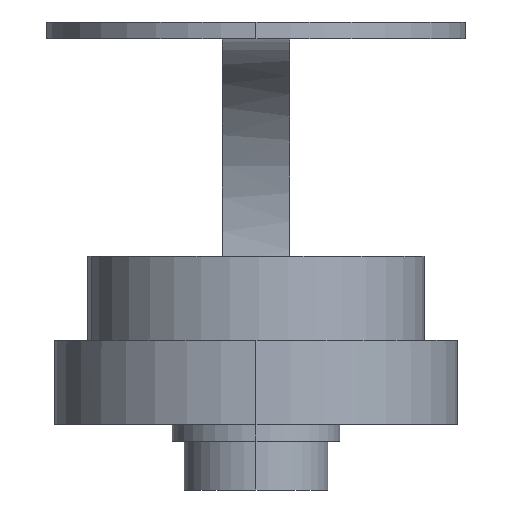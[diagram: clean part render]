
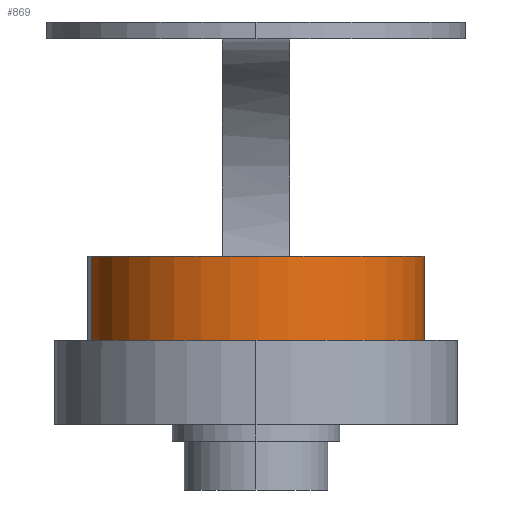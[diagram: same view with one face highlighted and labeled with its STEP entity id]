
A CAD part, front view. The second image highlights one B-rep face of the part: STEP entity #869.
In plain terms, the highlighted cylindrical face has radius 10 mm (diameter 20 mm), a partial arc.
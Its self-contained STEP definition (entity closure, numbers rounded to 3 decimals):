
#833=AXIS2_PLACEMENT_3D('Cylinder Axis2P3D',#830,#831,#832) ;
#846=AXIS2_PLACEMENT_3D('Circle Axis2P3D',#844,#845,$) ;
#860=AXIS2_PLACEMENT_3D('Circle Axis2P3D',#858,#859,$) ;
#830=CARTESIAN_POINT('Axis2P3D Location',(12.5,12.5,12.351)) ;
#835=CARTESIAN_POINT('Line Origine',(2.682,10.601,12.351)) ;
#839=CARTESIAN_POINT('Vertex',(2.682,10.601,8.9)) ;
#841=CARTESIAN_POINT('Vertex',(2.682,10.601,13.9)) ;
#844=CARTESIAN_POINT('Axis2P3D Location',(12.5,12.5,8.9)) ;
#848=CARTESIAN_POINT('Vertex',(22.318,14.399,8.9)) ;
#851=CARTESIAN_POINT('Line Origine',(22.318,14.399,12.351)) ;
#855=CARTESIAN_POINT('Vertex',(22.318,14.399,13.9)) ;
#858=CARTESIAN_POINT('Axis2P3D Location',(12.5,12.5,13.9)) ;
#831=DIRECTION('Axis2P3D Direction',(0.,0.,-1.)) ;
#832=DIRECTION('Axis2P3D XDirection',(0.982,0.19,0.)) ;
#836=DIRECTION('Vector Direction',(0.,0.,-1.)) ;
#845=DIRECTION('Axis2P3D Direction',(0.,0.,-1.)) ;
#852=DIRECTION('Vector Direction',(0.,0.,-1.)) ;
#859=DIRECTION('Axis2P3D Direction',(0.,0.,-1.)) ;
#837=VECTOR('Line Direction',#836,1.) ;
#853=VECTOR('Line Direction',#852,1.) ;
#864=ORIENTED_EDGE('',*,*,#843,.F.) ;
#865=ORIENTED_EDGE('',*,*,#850,.F.) ;
#866=ORIENTED_EDGE('',*,*,#857,.T.) ;
#867=ORIENTED_EDGE('',*,*,#862,.F.) ;
#869=ADVANCED_FACE('Kappe',(#868),#834,.T.) ;
#847=CIRCLE('generated circle',#846,10.) ;
#861=CIRCLE('generated circle',#860,10.) ;
#834=CYLINDRICAL_SURFACE('generated cylinder',#833,10.) ;
#843=EDGE_CURVE('',#840,#842,#838,.F.) ;
#850=EDGE_CURVE('',#849,#840,#847,.T.) ;
#857=EDGE_CURVE('',#849,#856,#854,.F.) ;
#862=EDGE_CURVE('',#842,#856,#861,.F.) ;
#863=EDGE_LOOP('',(#864,#865,#866,#867)) ;
#868=FACE_OUTER_BOUND('',#863,.T.) ;
#838=LINE('Line',#835,#837) ;
#854=LINE('Line',#851,#853) ;
#840=VERTEX_POINT('',#839) ;
#842=VERTEX_POINT('',#841) ;
#849=VERTEX_POINT('',#848) ;
#856=VERTEX_POINT('',#855) ;
